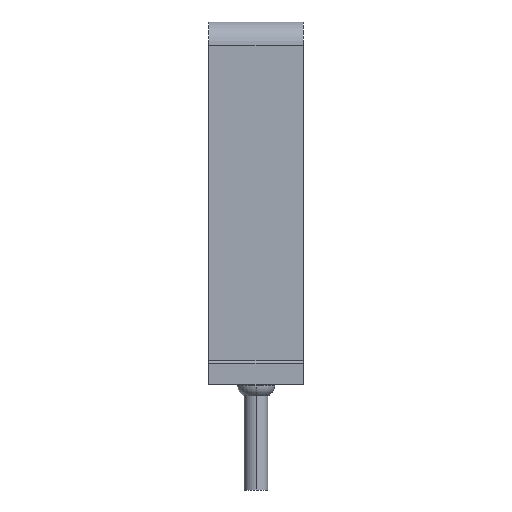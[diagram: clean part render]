
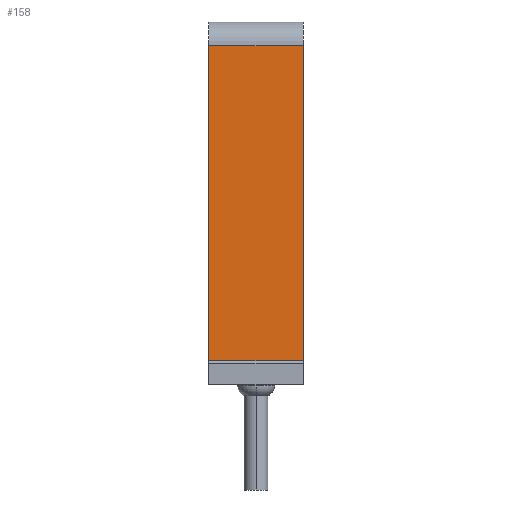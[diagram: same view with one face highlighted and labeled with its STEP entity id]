
A CAD part, left-side view. The second image highlights one B-rep face of the part: STEP entity #158.
In plain terms, the highlighted planar face has unit normal (-1, 0, 0).
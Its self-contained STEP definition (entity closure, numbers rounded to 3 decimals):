
#125 = ORIENTED_EDGE ( 'NONE', *, *, #241, .T. ) ;
#158 = ADVANCED_FACE ( 'NONE', ( #1158 ), #2558, .F. ) ;
#173 = AXIS2_PLACEMENT_3D ( 'NONE', #2647, #4051, #2243 ) ;
#241 = EDGE_CURVE ( 'NONE', #1589, #3428, #1022, .T. ) ;
#287 = EDGE_CURVE ( 'NONE', #2224, #1589, #321, .T. ) ;
#296 = LINE ( 'NONE', #2743, #3991 ) ;
#321 = LINE ( 'NONE', #3107, #3958 ) ;
#550 = ORIENTED_EDGE ( 'NONE', *, *, #287, .T. ) ;
#666 = DIRECTION ( 'NONE',  ( 0., -1., 0. ) ) ;
#970 = VECTOR ( 'NONE', #4512, 1000. ) ;
#1022 = LINE ( 'NONE', #2423, #970 ) ;
#1158 = FACE_OUTER_BOUND ( 'NONE', #4278, .T. ) ;
#1382 = DIRECTION ( 'NONE',  ( 0., -1., 0. ) ) ;
#1385 = CARTESIAN_POINT ( 'NONE',  ( -3.5, -2., 1. ) ) ;
#1472 = ORIENTED_EDGE ( 'NONE', *, *, #4075, .F. ) ;
#1507 = EDGE_CURVE ( 'NONE', #2224, #2457, #2306, .T. ) ;
#1589 = VERTEX_POINT ( 'NONE', #1385 ) ;
#1978 = DIRECTION ( 'NONE',  ( 0., 0., 1. ) ) ;
#2224 = VERTEX_POINT ( 'NONE', #2567 ) ;
#2243 = DIRECTION ( 'NONE',  ( 0., 0., -1. ) ) ;
#2299 = CARTESIAN_POINT ( 'NONE',  ( -3.5, 2., 14.4 ) ) ;
#2306 = LINE ( 'NONE', #3388, #3972 ) ;
#2423 = CARTESIAN_POINT ( 'NONE',  ( -3.5, -2., 1. ) ) ;
#2457 = VERTEX_POINT ( 'NONE', #2299 ) ;
#2496 = ORIENTED_EDGE ( 'NONE', *, *, #1507, .F. ) ;
#2558 = PLANE ( 'NONE',  #173 ) ;
#2567 = CARTESIAN_POINT ( 'NONE',  ( -3.5, 2., 1. ) ) ;
#2647 = CARTESIAN_POINT ( 'NONE',  ( -3.5, 2., 1. ) ) ;
#2694 = CARTESIAN_POINT ( 'NONE',  ( -3.5, -2., 14.4 ) ) ;
#2743 = CARTESIAN_POINT ( 'NONE',  ( -3.5, 2., 14.4 ) ) ;
#3107 = CARTESIAN_POINT ( 'NONE',  ( -3.5, 2., 1. ) ) ;
#3388 = CARTESIAN_POINT ( 'NONE',  ( -3.5, 2., 1. ) ) ;
#3428 = VERTEX_POINT ( 'NONE', #2694 ) ;
#3958 = VECTOR ( 'NONE', #1382, 1000. ) ;
#3972 = VECTOR ( 'NONE', #1978, 1000. ) ;
#3991 = VECTOR ( 'NONE', #666, 1000. ) ;
#4051 = DIRECTION ( 'NONE',  ( 1., 0., 0. ) ) ;
#4075 = EDGE_CURVE ( 'NONE', #2457, #3428, #296, .T. ) ;
#4278 = EDGE_LOOP ( 'NONE', ( #125, #1472, #2496, #550 ) ) ;
#4512 = DIRECTION ( 'NONE',  ( 0., 0., 1. ) ) ;
